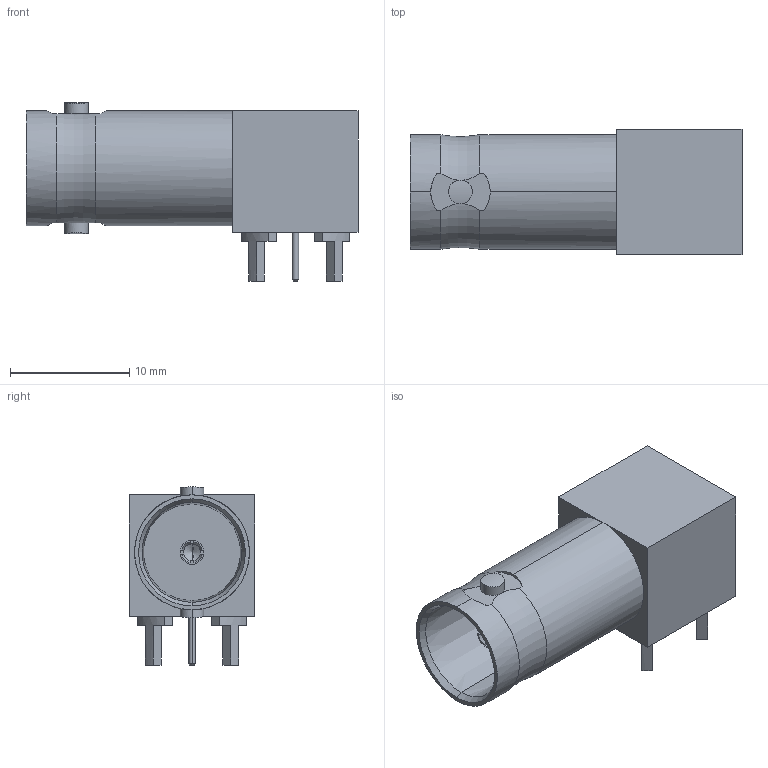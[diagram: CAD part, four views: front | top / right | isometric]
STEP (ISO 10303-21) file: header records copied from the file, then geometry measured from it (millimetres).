
FILE_DESCRIPTION((''),'2;1');
FILE_NAME('B6252P1-027-NT5GP-75_SW0001','2019-11-28T',('Viji'),(''),'CREO PARAMETRIC BY PTC INC, 2018360','CREO PARAMETRIC BY PTC INC, 2018360','');
FILE_SCHEMA(('CONFIG_CONTROL_DESIGN'));
Length unit declared in the file: inch
Products named in the file (1): B6252P1-027-NT5GP-75_SW0001
Bounding box: 27.89 x 10.52 x 14.98 mm (x, y, z)
Volume: 1963.6 mm3; surface area: 1536.1 mm2
Topology: 1 solids, 1 shells, 108 faces, 279 edges, 179 vertices
Faces by surface type: plane 62, cylinder 30, cone 14, torus 2
Entity records: 3495 total; most frequent: CARTESIAN_POINT 796, DIRECTION 563, ORIENTED_EDGE 554, EDGE_CURVE 277, AXIS2_PLACEMENT_3D 210, VERTEX_POINT 179, VECTOR 143, LINE 143
